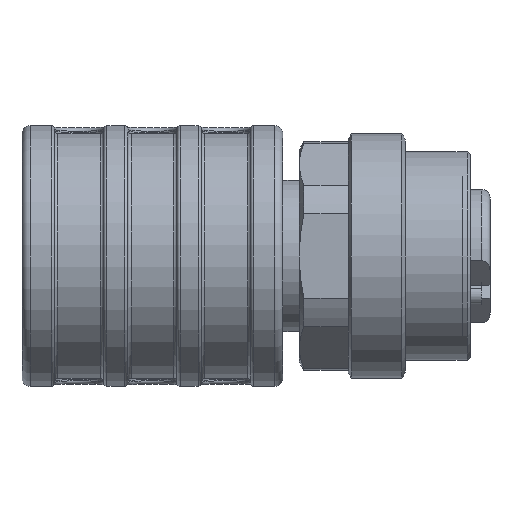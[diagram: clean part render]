
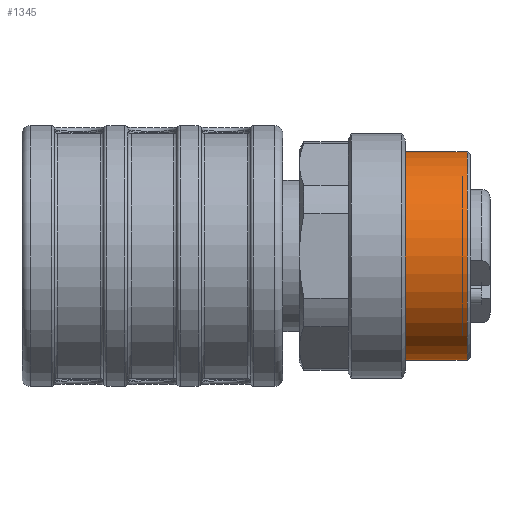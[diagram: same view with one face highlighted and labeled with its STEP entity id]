
A CAD part, front view. The second image highlights one B-rep face of the part: STEP entity #1345.
In plain terms, the highlighted cylindrical face has radius 6.4 mm (diameter 12.8 mm), a full revolution.
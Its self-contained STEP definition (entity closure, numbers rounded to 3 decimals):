
#1345=ADVANCED_FACE('',(#1733,#1734),#1629,.T.);
#1629=CYLINDRICAL_SURFACE('',#4822,6.4);
#1733=FACE_BOUND('',#1819,.T.);
#1734=FACE_BOUND('',#1820,.T.);
#1819=EDGE_LOOP('',(#2157));
#1820=EDGE_LOOP('',(#2158));
#2157=ORIENTED_EDGE('',*,*,#3925,.T.);
#2158=ORIENTED_EDGE('',*,*,#3926,.T.);
#3491=VERTEX_POINT('',#6626);
#3492=VERTEX_POINT('',#6629);
#3925=EDGE_CURVE('',#3491,#3491,#4595,.T.);
#3926=EDGE_CURVE('',#3492,#3492,#4596,.T.);
#4595=CIRCLE('',#4819,6.4);
#4596=CIRCLE('',#4821,6.4);
#4819=AXIS2_PLACEMENT_3D('',#6625,#5306,#5307);
#4821=AXIS2_PLACEMENT_3D('',#6628,#5310,#5311);
#4822=AXIS2_PLACEMENT_3D('',#6630,#5312,#5313);
#5306=DIRECTION('',(-1.,0.,0.));
#5307=DIRECTION('',(0.,0.866,-0.5));
#5310=DIRECTION('',(1.,0.,0.));
#5311=DIRECTION('',(0.,-0.5,-0.866));
#5312=DIRECTION('',(1.,0.,0.));
#5313=DIRECTION('',(0.,-0.5,-0.866));
#6625=CARTESIAN_POINT('',(62.896,-48.704,14.404));
#6626=CARTESIAN_POINT('',(62.896,-43.161,11.204));
#6628=CARTESIAN_POINT('',(59.096,-48.704,14.404));
#6629=CARTESIAN_POINT('',(59.096,-51.904,8.862));
#6630=CARTESIAN_POINT('',(63.096,-48.704,14.404));
